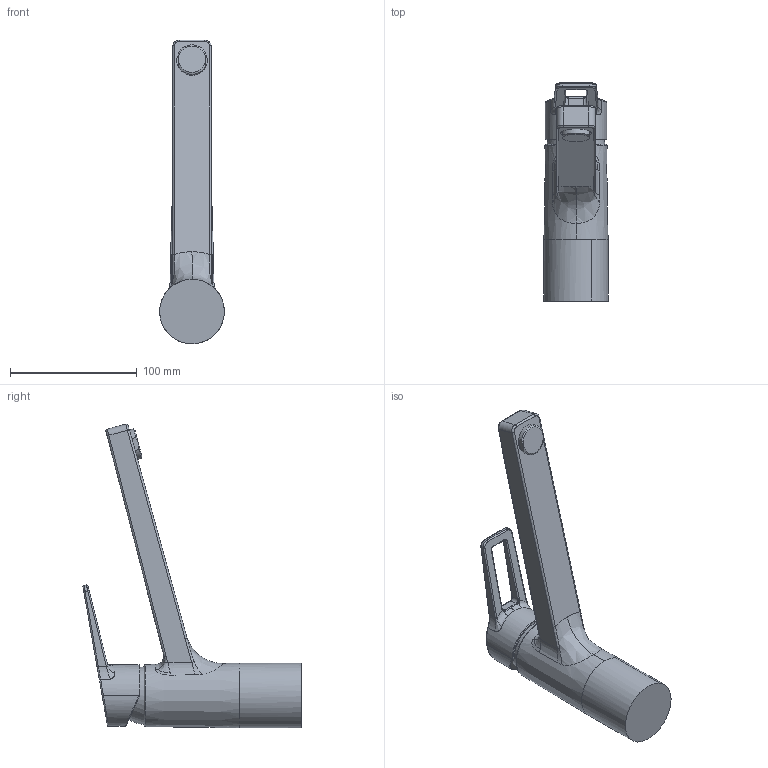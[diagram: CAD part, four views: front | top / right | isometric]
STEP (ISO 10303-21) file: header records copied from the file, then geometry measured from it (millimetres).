
FILE_DESCRIPTION (( 'STEP AP203' ), '1' );
FILE_NAME ('3820BF(2016)+09142285.STEP', '2018-05-08T10:12:20', ( '' ), ( '' ), 'SwSTEP 2.0', 'SolidWorks 2016', '' );
FILE_SCHEMA (( 'CONFIG_CONTROL_DESIGN' ));
Length unit declared in the file: millimetre
Products named in the file (1): 3820BF(2016)+09142285
Bounding box: 50.99 x 172.15 x 239.85 mm (x, y, z)
Volume: 433400 mm3; surface area: 53949.2 mm2
Topology: 1 solids, 2 shells, 148 faces, 359 edges, 217 vertices
Faces by surface type: bspline 63, cylinder 45, plane 29, cone 7, torus 4
Entity records: 8895 total; most frequent: CARTESIAN_POINT 5942, ORIENTED_EDGE 718, DIRECTION 385, EDGE_CURVE 359, VERTEX_POINT 217, B_SPLINE_CURVE_WITH_KNOTS 192, EDGE_LOOP 154, ADVANCED_FACE 148
